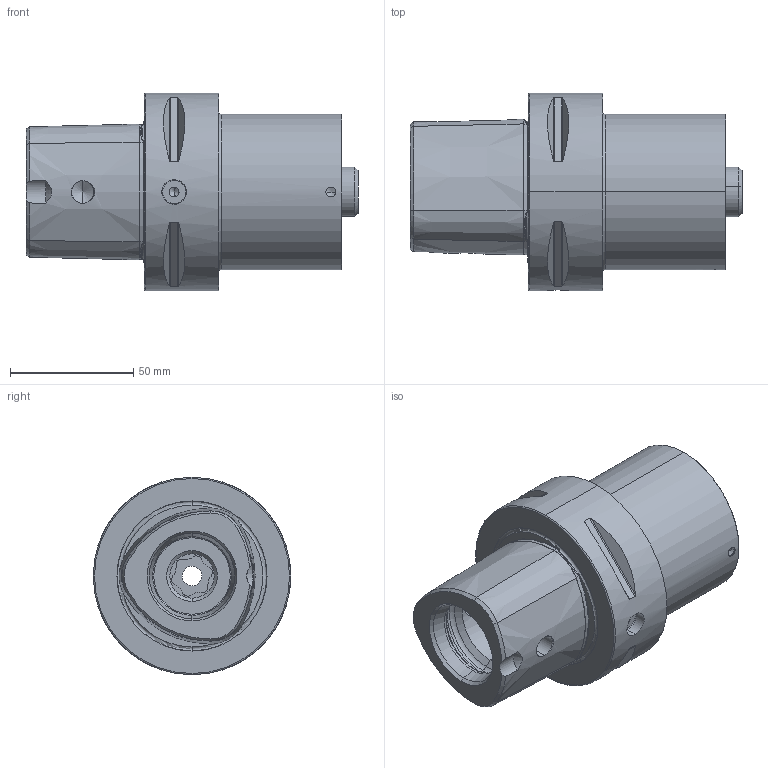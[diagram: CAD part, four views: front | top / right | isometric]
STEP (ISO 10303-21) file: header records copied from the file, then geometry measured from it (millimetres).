
FILE_DESCRIPTION (( 'STEP AP214' ), '1' );
FILE_NAME ('PS8.PS6.K01.080.STEP', '2025-05-14T12:18:05', ( '' ), ( '' ), 'SwSTEP 2.0', 'SolidWorks 2022', '' );
FILE_SCHEMA (( 'AUTOMOTIVE_DESIGN' ));
Length unit declared in the file: millimetre
Products named in the file (4): PS6-ER2.001.024_A; PS8-PS6.K01.080_A; PS6-ER1.K01.071_A_PreviewCfg; PS8.PS6.K01.080
Assembly tree (3 placements, depth 2):
  PS8.PS6.K01.080
    PS8-PS6.K01.080_A
    PS6-ER1.K01.071_A_PreviewCfg
    PS6-ER2.001.024_A
Bounding box: 134.5 x 80 x 80 mm (x, y, z)
Volume: 327934.2 mm3; surface area: 62516.9 mm2
Topology: 3 solids, 3 shells, 242 faces, 554 edges, 325 vertices
Faces by surface type: cone 75, cylinder 68, torus 62, plane 37
Entity records: 7603 total; most frequent: CARTESIAN_POINT 1823, DIRECTION 1295, ORIENTED_EDGE 1096, AXIS2_PLACEMENT_3D 563, EDGE_CURVE 548, VERTEX_POINT 325, CIRCLE 315, EDGE_LOOP 263
